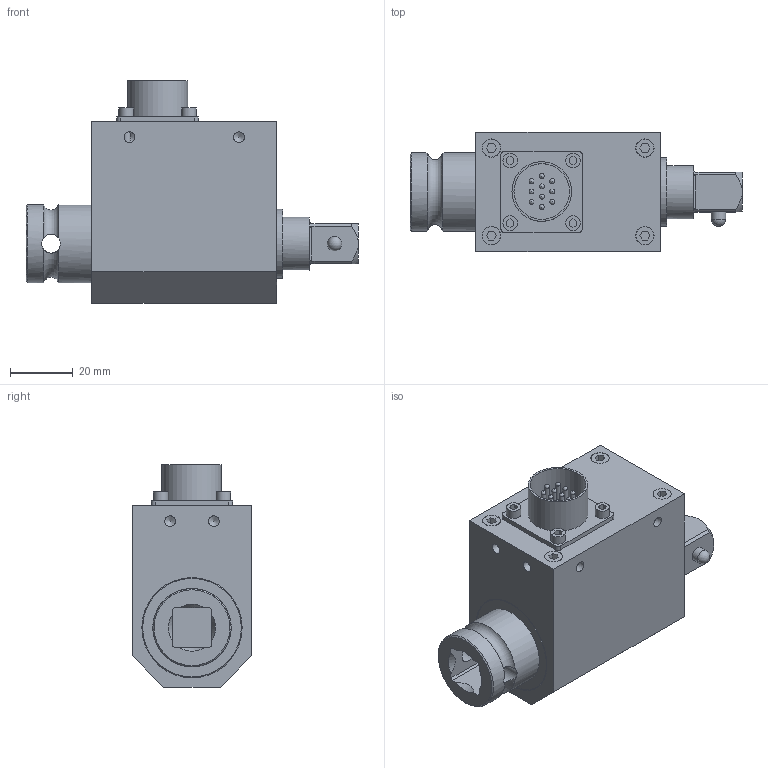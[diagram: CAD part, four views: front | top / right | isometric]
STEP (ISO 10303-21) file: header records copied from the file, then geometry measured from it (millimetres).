
FILE_DESCRIPTION((''),'2;1');
FILE_NAME('TRD305 160 N-m.stp','2010-12-13T14:06:25',('thomasl'),(''),'Autodesk Inventor 2008','Autodesk Inventor 2008','');
FILE_SCHEMA(('AUTOMOTIVE_DESIGN { 1 0 10303 214 1 1 1 1 }'));
Length unit declared in the file: inch
Products named in the file (2): TRD305 160 N-m; PART1
Assembly tree (1 placements, depth 2):
  TRD305 160 N-m
    PART1
Bounding box: 106 x 38 x 71 mm (x, y, z)
Volume: 135934.1 mm3; surface area: 25069.9 mm2
Topology: 1 solids, 14 shells, 252 faces, 595 edges, 392 vertices
Faces by surface type: plane 124, cylinder 85, cone 26, sphere 11, bspline 4, torus 2
Full cylindrical faces by diameter (mm): 1.524 x10, 2.845 x4, 2.896 x4, 3.048 x4, 3.422 x8, 3.505 x4, 3.556 x4, 4.6 x2, 4.648 x4, 5.74 x4, 5.842 x4, 6 x2, 17 x1, 17.755 x1, 17.78 x2, 19.05 x1, 22 x1, 25 x2, 32 x1
Entity records: 6848 total; most frequent: CARTESIAN_POINT 1567, DIRECTION 1090, ORIENTED_EDGE 918, EDGE_CURVE 459, AXIS2_PLACEMENT_3D 428, EDGE_LOOP 388, VERTEX_POINT 351, FACE_OUTER_BOUND 252
